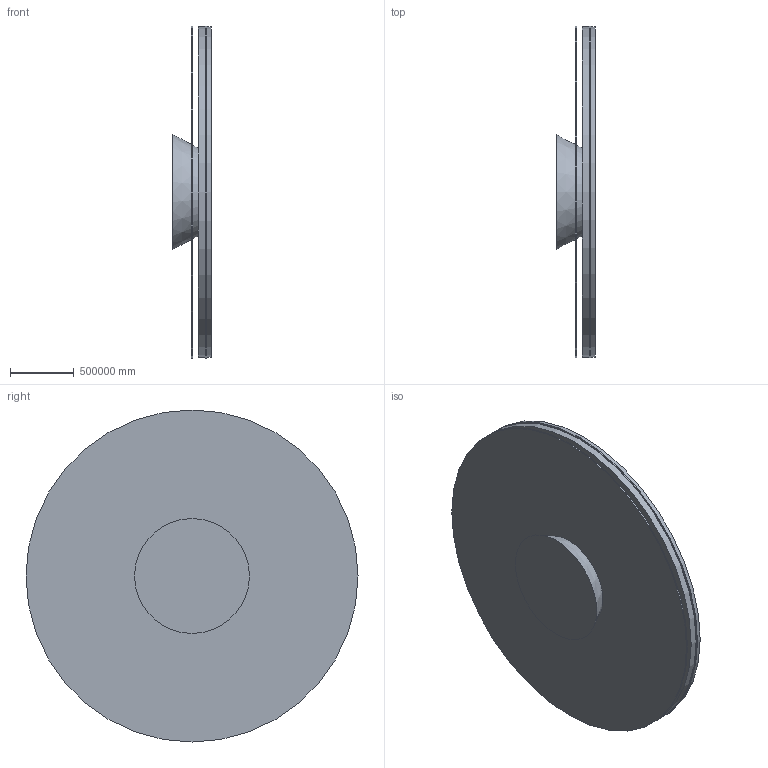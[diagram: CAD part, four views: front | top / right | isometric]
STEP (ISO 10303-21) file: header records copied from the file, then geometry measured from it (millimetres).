
FILE_DESCRIPTION(('FreeCAD Model'),'2;1');
FILE_NAME('Open CASCADE Shape Model','2025-11-11T02:06:30',('Author'),( ''),'Open CASCADE STEP processor 7.8','FreeCAD','Unknown');
FILE_SCHEMA(('AUTOMOTIVE_DESIGN { 1 0 10303 214 1 1 1 1 }'));
Length unit declared in the file: metre
Products named in the file (1): Solar_Shield
Bounding box: 301000 x 2600000 x 2600000 mm (x, y, z)
Volume: 675774436876265856 mm3; surface area: 22083551320141.9 mm2
Topology: 1 solids, 1 shells, 13 faces, 18 edges, 12 vertices
Faces by surface type: plane 7, cylinder 4, cone 2
Full cylindrical faces by diameter (mm): 2590000 x2, 2600000 x2
Entity records: 540 total; most frequent: DIRECTION 93, CARTESIAN_POINT 81, ORIENTED_EDGE 36, PCURVE 36, DEFINITIONAL_REPRESENTATION 36, LINE 29, VECTOR 29, AXIS2_PLACEMENT_3D 26
